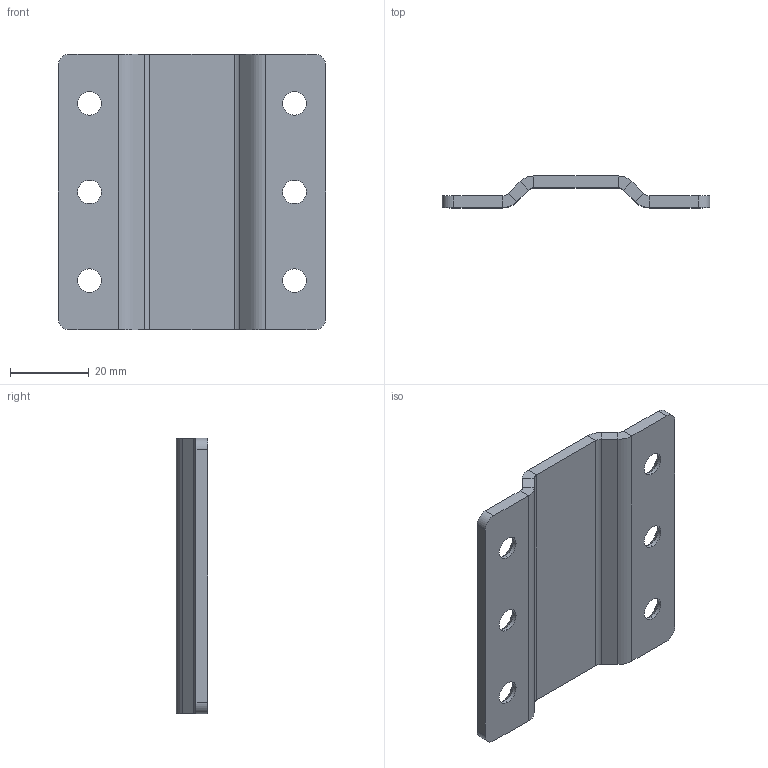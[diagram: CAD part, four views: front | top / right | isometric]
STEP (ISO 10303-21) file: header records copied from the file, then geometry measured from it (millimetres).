
FILE_DESCRIPTION (( 'STEP AP203' ), '1' );
FILE_NAME ('T66500.STEP', '2018-08-22T07:52:41', ( '' ), ( '' ), 'SwSTEP 2.0', 'SolidWorks 2016', '' );
FILE_SCHEMA (( 'CONFIG_CONTROL_DESIGN' ));
Length unit declared in the file: millimetre
Products named in the file (1): T66500
Bounding box: 68 x 8 x 70 mm (x, y, z)
Volume: 14214.8 mm3; surface area: 10732.6 mm2
Topology: 1 solids, 1 shells, 66 faces, 148 edges, 84 vertices
Faces by surface type: plane 30, cylinder 24, cone 12
Entity records: 1901 total; most frequent: DIRECTION 342, CARTESIAN_POINT 299, ORIENTED_EDGE 296, EDGE_CURVE 148, AXIS2_PLACEMENT_3D 127, VECTOR 88, LINE 88, VERTEX_POINT 84
